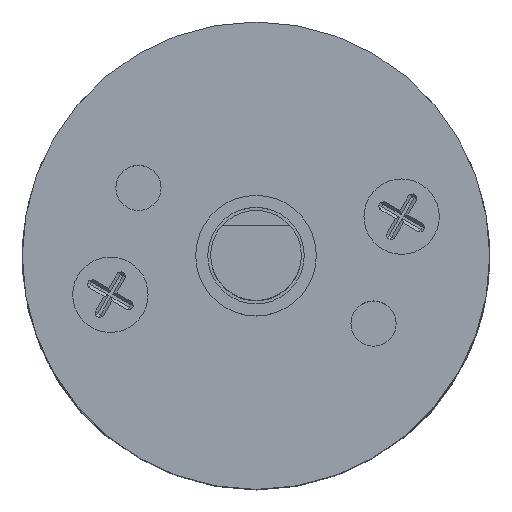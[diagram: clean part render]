
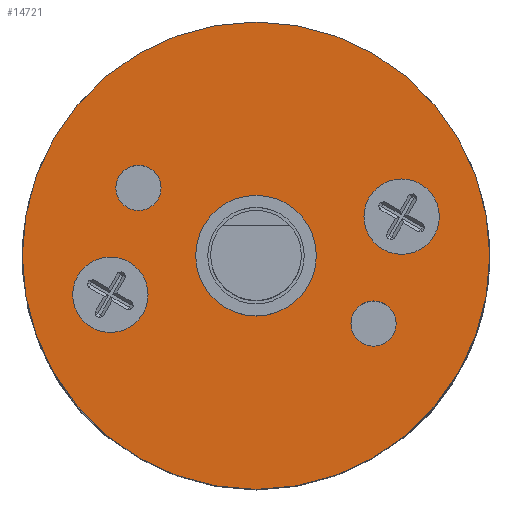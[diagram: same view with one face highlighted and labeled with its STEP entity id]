
A CAD part, top view. The second image highlights one B-rep face of the part: STEP entity #14721.
In plain terms, the highlighted planar face has unit normal (0, 0, 1).
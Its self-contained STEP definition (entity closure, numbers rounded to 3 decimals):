
#16 = ORIENTED_EDGE ( 'NONE', *, *, #10883, .F. ) ;
#132 = CARTESIAN_POINT ( 'NONE',  ( 22.224, 1.6, 16.496 ) ) ;
#133 = CARTESIAN_POINT ( 'NONE',  ( 21.042, -2.377, 16.496 ) ) ;
#425 = AXIS2_PLACEMENT_3D ( 'NONE', #5482, #10471, #3753 ) ;
#457 = EDGE_CURVE ( 'NONE', #8184, #13810, #13140, .T. ) ;
#642 = AXIS2_PLACEMENT_3D ( 'NONE', #13724, #5202, #20177 ) ;
#656 = DIRECTION ( 'NONE',  ( -0.5, -0.866, 0. ) ) ;
#803 = CARTESIAN_POINT ( 'NONE',  ( 31.951, 2.377, 16.496 ) ) ;
#1032 = CIRCLE ( 'NONE', #5030, 0.75 ) ;
#1254 = EDGE_CURVE ( 'NONE', #16821, #15689, #7777, .T. ) ;
#1569 = DIRECTION ( 'NONE',  ( 0., 0., -1. ) ) ;
#2320 = DIRECTION ( 'NONE',  ( 0.5, 0.866, 0. ) ) ;
#2463 = DIRECTION ( 'NONE',  ( 0.5, 0.866, 0. ) ) ;
#2881 = CARTESIAN_POINT ( 'NONE',  ( 31.326, 1.294, 16.496 ) ) ;
#2886 = ORIENTED_EDGE ( 'NONE', *, *, #8801, .F. ) ;
#3580 = DIRECTION ( 'NONE',  ( 0.5, 0.866, 0. ) ) ;
#3753 = DIRECTION ( 'NONE',  ( 0.5, 0.866, 0. ) ) ;
#3822 = CARTESIAN_POINT ( 'NONE',  ( 30.768, -1.6, 16.496 ) ) ;
#3880 = CARTESIAN_POINT ( 'NONE',  ( 30.701, 0.212, 16.496 ) ) ;
#3893 = VERTEX_POINT ( 'NONE', #803 ) ;
#3987 = DIRECTION ( 'NONE',  ( 0., 0., 1. ) ) ;
#4028 = CARTESIAN_POINT ( 'NONE',  ( 26.496, 0., 16.496 ) ) ;
#4082 = ORIENTED_EDGE ( 'NONE', *, *, #20941, .F. ) ;
#4154 = AXIS2_PLACEMENT_3D ( 'NONE', #2881, #19585, #21244 ) ;
#4243 = CIRCLE ( 'NONE', #642, 1.25 ) ;
#4424 = DIRECTION ( 'NONE',  ( 0., 0., 1. ) ) ;
#4665 = DIRECTION ( 'NONE',  ( -0.5, -0.866, 0. ) ) ;
#4807 = CARTESIAN_POINT ( 'NONE',  ( 26.496, 0., 16.496 ) ) ;
#4869 = EDGE_LOOP ( 'NONE', ( #8727, #8915 ) ) ;
#4894 = EDGE_LOOP ( 'NONE', ( #14674, #20713 ) ) ;
#4917 = CARTESIAN_POINT ( 'NONE',  ( 25.496, -1.732, 16.496 ) ) ;
#5030 = AXIS2_PLACEMENT_3D ( 'NONE', #7260, #9262, #2320 ) ;
#5202 = DIRECTION ( 'NONE',  ( 0., 0., 1. ) ) ;
#5366 = EDGE_CURVE ( 'NONE', #10588, #12983, #7797, .T. ) ;
#5482 = CARTESIAN_POINT ( 'NONE',  ( 30.393, -2.25, 16.496 ) ) ;
#5523 = DIRECTION ( 'NONE',  ( 0., 0., 1. ) ) ;
#5869 = CARTESIAN_POINT ( 'NONE',  ( 22.621, -6.712, 16.496 ) ) ;
#5877 = FACE_BOUND ( 'NONE', #4894, .T. ) ;
#6218 = EDGE_CURVE ( 'NONE', #3893, #9931, #12998, .T. ) ;
#6296 = DIRECTION ( 'NONE',  ( 0., 0., -1. ) ) ;
#6392 = FACE_OUTER_BOUND ( 'NONE', #8612, .T. ) ;
#6892 = EDGE_CURVE ( 'NONE', #11223, #8115, #16957, .T. ) ;
#6980 = AXIS2_PLACEMENT_3D ( 'NONE', #14487, #4424, #12788 ) ;
#7173 = DIRECTION ( 'NONE',  ( 0., 0., -1. ) ) ;
#7260 = CARTESIAN_POINT ( 'NONE',  ( 22.599, 2.25, 16.496 ) ) ;
#7604 = CARTESIAN_POINT ( 'NONE',  ( 30.018, -2.9, 16.496 ) ) ;
#7777 = CIRCLE ( 'NONE', #14715, 0.75 ) ;
#7797 = CIRCLE ( 'NONE', #18169, 2. ) ;
#8115 = VERTEX_POINT ( 'NONE', #7604 ) ;
#8144 = EDGE_LOOP ( 'NONE', ( #20028, #10734 ) ) ;
#8184 = VERTEX_POINT ( 'NONE', #21201 ) ;
#8306 = CARTESIAN_POINT ( 'NONE',  ( 22.974, 2.9, 16.496 ) ) ;
#8612 = EDGE_LOOP ( 'NONE', ( #16, #14629 ) ) ;
#8691 = EDGE_LOOP ( 'NONE', ( #14554, #2886 ) ) ;
#8727 = ORIENTED_EDGE ( 'NONE', *, *, #6892, .F. ) ;
#8762 = FACE_BOUND ( 'NONE', #13412, .T. ) ;
#8801 = EDGE_CURVE ( 'NONE', #12983, #10588, #10821, .T. ) ;
#8915 = ORIENTED_EDGE ( 'NONE', *, *, #9906, .F. ) ;
#9020 = AXIS2_PLACEMENT_3D ( 'NONE', #15393, #5523, #18821 ) ;
#9218 = CIRCLE ( 'NONE', #9020, 1.25 ) ;
#9262 = DIRECTION ( 'NONE',  ( 0., 0., 1. ) ) ;
#9906 = EDGE_CURVE ( 'NONE', #8115, #11223, #14152, .T. ) ;
#9931 = VERTEX_POINT ( 'NONE', #3880 ) ;
#10342 = AXIS2_PLACEMENT_3D ( 'NONE', #20470, #7173, #20330 ) ;
#10354 = PLANE ( 'NONE',  #10342 ) ;
#10423 = CIRCLE ( 'NONE', #15857, 7.75 ) ;
#10471 = DIRECTION ( 'NONE',  ( 0., 0., 1. ) ) ;
#10588 = VERTEX_POINT ( 'NONE', #4917 ) ;
#10719 = CARTESIAN_POINT ( 'NONE',  ( 22.599, 2.25, 16.496 ) ) ;
#10734 = ORIENTED_EDGE ( 'NONE', *, *, #6218, .F. ) ;
#10821 = CIRCLE ( 'NONE', #11287, 2. ) ;
#10883 = EDGE_CURVE ( 'NONE', #17432, #13248, #15625, .T. ) ;
#11223 = VERTEX_POINT ( 'NONE', #3822 ) ;
#11287 = AXIS2_PLACEMENT_3D ( 'NONE', #18933, #13869, #656 ) ;
#12577 = EDGE_CURVE ( 'NONE', #13810, #8184, #9218, .T. ) ;
#12788 = DIRECTION ( 'NONE',  ( -0.5, -0.866, 0. ) ) ;
#12983 = VERTEX_POINT ( 'NONE', #19689 ) ;
#12998 = CIRCLE ( 'NONE', #4154, 1.25 ) ;
#13134 = CARTESIAN_POINT ( 'NONE',  ( 26.496, 0., 16.496 ) ) ;
#13140 = CIRCLE ( 'NONE', #6980, 1.25 ) ;
#13248 = VERTEX_POINT ( 'NONE', #5869 ) ;
#13280 = DIRECTION ( 'NONE',  ( -0.5, -0.866, 0. ) ) ;
#13398 = EDGE_CURVE ( 'NONE', #13248, #17432, #10423, .T. ) ;
#13412 = EDGE_LOOP ( 'NONE', ( #4082, #14917 ) ) ;
#13619 = CARTESIAN_POINT ( 'NONE',  ( 30.393, -2.25, 16.496 ) ) ;
#13724 = CARTESIAN_POINT ( 'NONE',  ( 31.326, 1.294, 16.496 ) ) ;
#13810 = VERTEX_POINT ( 'NONE', #133 ) ;
#13869 = DIRECTION ( 'NONE',  ( 0., 0., 1. ) ) ;
#14152 = CIRCLE ( 'NONE', #425, 0.75 ) ;
#14487 = CARTESIAN_POINT ( 'NONE',  ( 21.667, -1.294, 16.496 ) ) ;
#14554 = ORIENTED_EDGE ( 'NONE', *, *, #5366, .F. ) ;
#14629 = ORIENTED_EDGE ( 'NONE', *, *, #13398, .F. ) ;
#14674 = ORIENTED_EDGE ( 'NONE', *, *, #12577, .F. ) ;
#14715 = AXIS2_PLACEMENT_3D ( 'NONE', #10719, #3987, #2463 ) ;
#14721 = ADVANCED_FACE ( 'NONE', ( #5877, #16036, #18618, #8762, #21452, #6392 ), #10354, .F. ) ;
#14917 = ORIENTED_EDGE ( 'NONE', *, *, #1254, .F. ) ;
#15393 = CARTESIAN_POINT ( 'NONE',  ( 21.667, -1.294, 16.496 ) ) ;
#15530 = CARTESIAN_POINT ( 'NONE',  ( 30.371, 6.712, 16.496 ) ) ;
#15625 = CIRCLE ( 'NONE', #17586, 7.75 ) ;
#15689 = VERTEX_POINT ( 'NONE', #8306 ) ;
#15857 = AXIS2_PLACEMENT_3D ( 'NONE', #4807, #1569, #13280 ) ;
#16036 = FACE_BOUND ( 'NONE', #8144, .T. ) ;
#16486 = EDGE_CURVE ( 'NONE', #9931, #3893, #4243, .T. ) ;
#16821 = VERTEX_POINT ( 'NONE', #132 ) ;
#16957 = CIRCLE ( 'NONE', #21455, 0.75 ) ;
#17432 = VERTEX_POINT ( 'NONE', #15530 ) ;
#17586 = AXIS2_PLACEMENT_3D ( 'NONE', #13134, #6296, #4665 ) ;
#18169 = AXIS2_PLACEMENT_3D ( 'NONE', #4028, #19066, #20667 ) ;
#18618 = FACE_BOUND ( 'NONE', #4869, .T. ) ;
#18821 = DIRECTION ( 'NONE',  ( -0.5, -0.866, 0. ) ) ;
#18933 = CARTESIAN_POINT ( 'NONE',  ( 26.496, 0., 16.496 ) ) ;
#19066 = DIRECTION ( 'NONE',  ( 0., 0., 1. ) ) ;
#19585 = DIRECTION ( 'NONE',  ( 0., 0., 1. ) ) ;
#19689 = CARTESIAN_POINT ( 'NONE',  ( 27.496, 1.732, 16.496 ) ) ;
#20028 = ORIENTED_EDGE ( 'NONE', *, *, #16486, .F. ) ;
#20177 = DIRECTION ( 'NONE',  ( -0.5, -0.866, 0. ) ) ;
#20288 = DIRECTION ( 'NONE',  ( 0., 0., 1. ) ) ;
#20330 = DIRECTION ( 'NONE',  ( -0.5, -0.866, 0. ) ) ;
#20470 = CARTESIAN_POINT ( 'NONE',  ( 26.496, 0., 16.496 ) ) ;
#20667 = DIRECTION ( 'NONE',  ( -0.5, -0.866, 0. ) ) ;
#20713 = ORIENTED_EDGE ( 'NONE', *, *, #457, .F. ) ;
#20941 = EDGE_CURVE ( 'NONE', #15689, #16821, #1032, .T. ) ;
#21201 = CARTESIAN_POINT ( 'NONE',  ( 22.292, -0.212, 16.496 ) ) ;
#21244 = DIRECTION ( 'NONE',  ( -0.5, -0.866, 0. ) ) ;
#21452 = FACE_BOUND ( 'NONE', #8691, .T. ) ;
#21455 = AXIS2_PLACEMENT_3D ( 'NONE', #13619, #20288, #3580 ) ;
